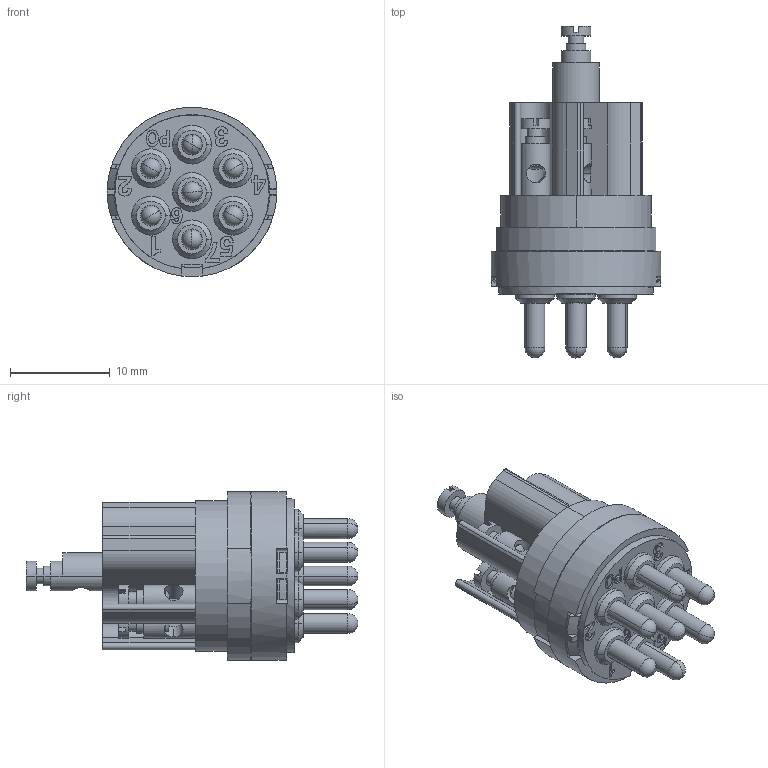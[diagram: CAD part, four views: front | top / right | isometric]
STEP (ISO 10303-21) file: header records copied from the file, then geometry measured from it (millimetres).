
FILE_DESCRIPTION((''),'2;1');
FILE_NAME('HR23-007-M_SW0001','2020-12-17T',('tc.chen'),(''),'PRO/ENGINEER BY PARAMETRIC TECHNOLOGY CORPORATION, 2012480','PRO/ENGINEER BY PARAMETRIC TECHNOLOGY CORPORATION, 2012480','');
FILE_SCHEMA(('AUTOMOTIVE_DESIGN { 1 0 10303 214 1 1 1 1 }'));
Length unit declared in the file: millimetre
Products named in the file (1): HR23-007-M_SW0001
Bounding box: 17 x 33.3 x 16.94 mm (x, y, z)
Volume: 3077.2 mm3; surface area: 3870.6 mm2
Topology: 1 solids, 1 shells, 863 faces, 2322 edges, 1518 vertices
Faces by surface type: plane 328, cylinder 238, extrusion 202, cone 33, sphere 32, torus 30
Entity records: 47765 total; most frequent: CARTESIAN_POINT 8628, ORIENTED_EDGE 4580, DIRECTION 3939, PRESENTATION_STYLE_ASSIGNMENT 3356, STYLED_ITEM 2493, CURVE_STYLE 2492, EDGE_CURVE 2290, FILL_AREA_STYLE_COLOUR 1727
